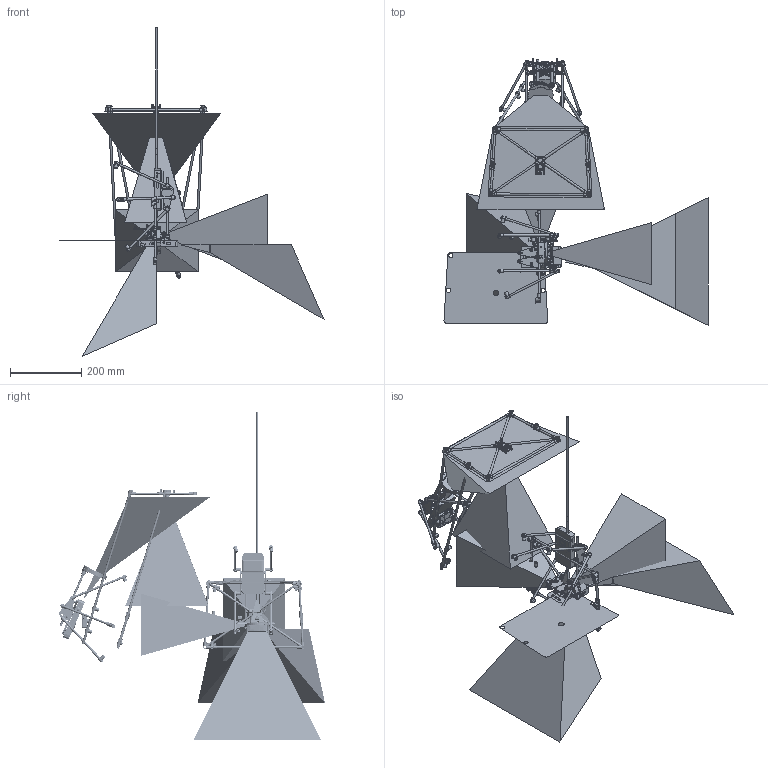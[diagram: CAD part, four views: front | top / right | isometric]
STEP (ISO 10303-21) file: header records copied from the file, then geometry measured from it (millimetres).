
FILE_DESCRIPTION( ( 'Unknown' ), '1' );
FILE_NAME( 'main.stp', 'Unknown', ( 'Unknown' ), ( 'Unknown' ), 'PSStep 13.0', 'Unknown', ' ' );
FILE_SCHEMA( ( 'AUTOMOTIVE_DESIGN { 1 0 10303 214 1 1 1 1 }' ) );
Length unit declared in the file: millimetre
Products named in the file (37): ximu; beamer_holder_full; Assem1; cam_and_screen_holder; lens_holder; pk201_holder; pk201_selfmade; lens_dummy; lens_projection_range_6+4dpt_test; holder_side_panel_left; t_connector; 6mm_rod_len_b; t_connector_helmet; holder_side_panel_left_mir; screen_holder_bot; screen_holder_mid; screen_holder_top; screen_holder_cam; screen_holder_bot_mi; screen_holder_mid_mi; 6mm_rod_len_camholder_top_244; 6mm_rod_len_camholder_top_260; firefly_mv_with_m12lens_6mm; 6mm_rod_len_camholder_cross_151; 6mm_rod_len_camholder_side_84; 6mm_rod_len_camholder_side_69; 6mm_rod_len_camholder_cross_136; screen_holder_top_mi; ximu_holder; ximu_pcb; ximu_holder_endcap; 6mm_rod_len_c; projection_screen; m3_screw; m3_screw_cyan
Bounding box: 743.6 x 749.75 x 925.2 mm (x, y, z)
Volume: 31087034.6 mm3; surface area: 1989809 mm2
Topology: 156 solids, 162 shells, 3774 faces, 9449 edges, 6143 vertices
Faces by surface type: plane 2047, cylinder 1280, torus 171, bspline 135, cone 78, sphere 36, extrusion 27
Full cylindrical faces by diameter (mm): 0.975 x6, 1.421 x9, 1.567 x12, 1.8 x9, 2 x27, 2.459 x58, 3 x57, 3.2 x3, 3.5 x6, 4.976 x3, 5 x24, 5.4 x12, 6 x242, 6.1 x3, 8.5 x12, 9 x6, 10 x92, 12 x26, 14 x3, 16 x2, 70 x3
Entity records: 50654 total; most frequent: CARTESIAN_POINT 14757, DIRECTION 5461, ORIENTED_EDGE 5132, EDGE_CURVE 2566, AXIS2_PLACEMENT_3D 1989, VERTEX_POINT 1754, EDGE_LOOP 1542, VECTOR 1483
